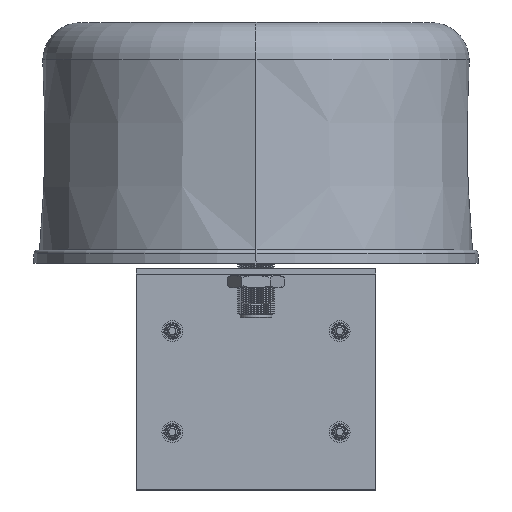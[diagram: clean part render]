
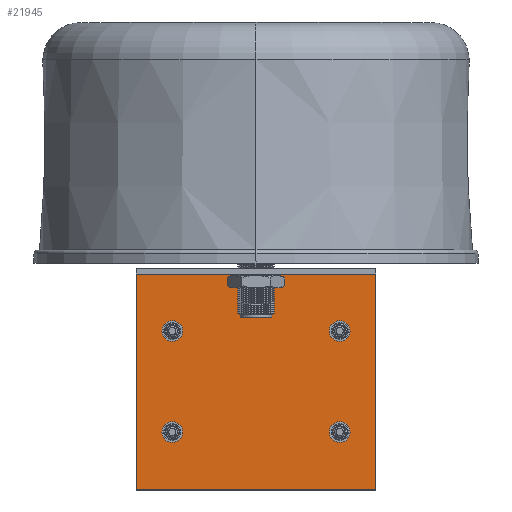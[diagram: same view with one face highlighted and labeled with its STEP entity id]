
A CAD part, top view. The second image highlights one B-rep face of the part: STEP entity #21945.
In plain terms, the highlighted planar face has unit normal (0, 0, 1).
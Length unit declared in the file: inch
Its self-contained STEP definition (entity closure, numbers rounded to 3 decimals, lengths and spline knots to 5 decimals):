
#1732 = ORIENTED_EDGE ( 'NONE', *, *, #21937, .F. ) ;
#1733 = ORIENTED_EDGE ( 'NONE', *, *, #22014, .F. ) ;
#1734 = ORIENTED_EDGE ( 'NONE', *, *, #21942, .F. ) ;
#1735 = ORIENTED_EDGE ( 'NONE', *, *, #22016, .F. ) ;
#1736 = ORIENTED_EDGE ( 'NONE', *, *, #21950, .F. ) ;
#1737 = ORIENTED_EDGE ( 'NONE', *, *, #22018, .F. ) ;
#1738 = ORIENTED_EDGE ( 'NONE', *, *, #21957, .F. ) ;
#1739 = ORIENTED_EDGE ( 'NONE', *, *, #22020, .F. ) ;
#1740 = ORIENTED_EDGE ( 'NONE', *, *, #22022, .T. ) ;
#1741 = ORIENTED_EDGE ( 'NONE', *, *, #22024, .F. ) ;
#1742 = ORIENTED_EDGE ( 'NONE', *, *, #22025, .F. ) ;
#1743 = ORIENTED_EDGE ( 'NONE', *, *, #22010, .T. ) ;
#3664 = VERTEX_POINT ( 'NONE', #7109 ) ;
#3710 = VERTEX_POINT ( 'NONE', #7543 ) ;
#3713 = VERTEX_POINT ( 'NONE', #7697 ) ;
#7041 = CARTESIAN_POINT ( 'NONE',  ( -1.24015, -0.92791, 0. ) ) ;
#7109 = CARTESIAN_POINT ( 'NONE',  ( 1.24016, -0.92791, 0. ) ) ;
#7378 = CARTESIAN_POINT ( 'NONE',  ( -1.51574, -0.92791, 0. ) ) ;
#7543 = CARTESIAN_POINT ( 'NONE',  ( 1.24016, -2.59021, 0. ) ) ;
#7697 = CARTESIAN_POINT ( 'NONE',  ( -1.51574, -2.59021, 0. ) ) ;
#7816 = CARTESIAN_POINT ( 'NONE',  ( -1.24015, -2.59021, 0. ) ) ;
#8356 = FACE_BOUND ( 'NONE', #20281, .T. ) ;
#8358 = CIRCLE ( 'NONE', #9557, 0.1378 ) ;
#8365 = CIRCLE ( 'NONE', #9561, 0.1378 ) ;
#8368 = FACE_BOUND ( 'NONE', #20873, .T. ) ;
#8370 = FACE_BOUND ( 'NONE', #20789, .T. ) ;
#8371 = FACE_BOUND ( 'NONE', #20812, .T. ) ;
#8372 = FACE_OUTER_BOUND ( 'NONE', #20746, .T. ) ;
#8380 = CIRCLE ( 'NONE', #9567, 0.1378 ) ;
#8384 = CIRCLE ( 'NONE', #9573, 0.1378 ) ;
#8534 = LINE ( 'NONE', #10664, #8542 ) ;
#8542 = VECTOR ( 'NONE', #10665, 39.37008 ) ;
#8551 = CIRCLE ( 'NONE', #9668, 0.1378 ) ;
#8554 = CIRCLE ( 'NONE', #9670, 0.1378 ) ;
#8557 = CIRCLE ( 'NONE', #9672, 0.1378 ) ;
#8559 = LINE ( 'NONE', #10698, #8562 ) ;
#8560 = CIRCLE ( 'NONE', #9674, 0.1378 ) ;
#8562 = VECTOR ( 'NONE', #10699, 39.37008 ) ;
#8567 = LINE ( 'NONE', #10710, #8572 ) ;
#8569 = LINE ( 'NONE', #10711, #8570 ) ;
#8570 = VECTOR ( 'NONE', #10712, 39.37008 ) ;
#8572 = VECTOR ( 'NONE', #10700, 39.37008 ) ;
#9426 = CARTESIAN_POINT ( 'NONE',  ( 1.37795, -2.59021, 0. ) ) ;
#9427 = DIRECTION ( 'NONE',  ( 0., 0., 1. ) ) ;
#9428 = DIRECTION ( 'NONE',  ( -1., 0., 0. ) ) ;
#9442 = CARTESIAN_POINT ( 'NONE',  ( -1.37795, -2.59021, 0. ) ) ;
#9443 = DIRECTION ( 'NONE',  ( 0., 0., 1. ) ) ;
#9444 = DIRECTION ( 'NONE',  ( -1., 0., 0. ) ) ;
#9447 = PLANE ( 'NONE',  #9565 ) ;
#9450 = CARTESIAN_POINT ( 'NONE',  ( 1.9685, 0., 0. ) ) ;
#9451 = DIRECTION ( 'NONE',  ( 0., 0., -1. ) ) ;
#9452 = DIRECTION ( 'NONE',  ( -1., 0., 0. ) ) ;
#9470 = CARTESIAN_POINT ( 'NONE',  ( -1.37795, -0.92791, 0. ) ) ;
#9471 = DIRECTION ( 'NONE',  ( 0., 0., 1. ) ) ;
#9472 = DIRECTION ( 'NONE',  ( -1., 0., 0. ) ) ;
#9491 = CARTESIAN_POINT ( 'NONE',  ( 1.37795, -0.92791, 0. ) ) ;
#9492 = DIRECTION ( 'NONE',  ( 0., 0., 1. ) ) ;
#9493 = DIRECTION ( 'NONE',  ( -1., 0., 0. ) ) ;
#9557 = AXIS2_PLACEMENT_3D ( 'NONE', #9426, #9427, #9428 ) ;
#9561 = AXIS2_PLACEMENT_3D ( 'NONE', #9442, #9443, #9444 ) ;
#9565 = AXIS2_PLACEMENT_3D ( 'NONE', #9450, #9451, #9452 ) ;
#9567 = AXIS2_PLACEMENT_3D ( 'NONE', #9470, #9471, #9472 ) ;
#9573 = AXIS2_PLACEMENT_3D ( 'NONE', #9491, #9492, #9493 ) ;
#9668 = AXIS2_PLACEMENT_3D ( 'NONE', #10674, #10675, #10676 ) ;
#9670 = AXIS2_PLACEMENT_3D ( 'NONE', #10680, #10681, #10682 ) ;
#9672 = AXIS2_PLACEMENT_3D ( 'NONE', #10686, #10687, #10688 ) ;
#9674 = AXIS2_PLACEMENT_3D ( 'NONE', #10693, #10694, #10695 ) ;
#10664 = CARTESIAN_POINT ( 'NONE',  ( 1.9685, 0., 0. ) ) ;
#10665 = DIRECTION ( 'NONE',  ( -1., 0., 0. ) ) ;
#10674 = CARTESIAN_POINT ( 'NONE',  ( 1.37795, -2.59021, 0. ) ) ;
#10675 = DIRECTION ( 'NONE',  ( 0., 0., 1. ) ) ;
#10676 = DIRECTION ( 'NONE',  ( -1., 0., 0. ) ) ;
#10680 = CARTESIAN_POINT ( 'NONE',  ( -1.37795, -2.59021, 0. ) ) ;
#10681 = DIRECTION ( 'NONE',  ( 0., 0., 1. ) ) ;
#10682 = DIRECTION ( 'NONE',  ( -1., 0., 0. ) ) ;
#10686 = CARTESIAN_POINT ( 'NONE',  ( -1.37795, -0.92791, 0. ) ) ;
#10687 = DIRECTION ( 'NONE',  ( 0., 0., 1. ) ) ;
#10688 = DIRECTION ( 'NONE',  ( -1., 0., 0. ) ) ;
#10693 = CARTESIAN_POINT ( 'NONE',  ( 1.37795, -0.92791, 0. ) ) ;
#10694 = DIRECTION ( 'NONE',  ( 0., 0., 1. ) ) ;
#10695 = DIRECTION ( 'NONE',  ( -1., 0., 0. ) ) ;
#10698 = CARTESIAN_POINT ( 'NONE',  ( -1.9685, 0., 0. ) ) ;
#10699 = DIRECTION ( 'NONE',  ( 0., -1., 0. ) ) ;
#10700 = DIRECTION ( 'NONE',  ( 0., -1., 0. ) ) ;
#10710 = CARTESIAN_POINT ( 'NONE',  ( 1.9685, 0., 0. ) ) ;
#10711 = CARTESIAN_POINT ( 'NONE',  ( 1.9685, -3.54331, 0. ) ) ;
#10712 = DIRECTION ( 'NONE',  ( -1., 0., 0. ) ) ;
#12248 = CARTESIAN_POINT ( 'NONE',  ( 1.9685, -3.54331, 0. ) ) ;
#19005 = VERTEX_POINT ( 'NONE', #7378 ) ;
#19016 = VERTEX_POINT ( 'NONE', #7041 ) ;
#19046 = VERTEX_POINT ( 'NONE', #7816 ) ;
#20057 = VERTEX_POINT ( 'NONE', #23103 ) ;
#20169 = VERTEX_POINT ( 'NONE', #23023 ) ;
#20185 = VERTEX_POINT ( 'NONE', #23279 ) ;
#20228 = VERTEX_POINT ( 'NONE', #23309 ) ;
#20229 = VERTEX_POINT ( 'NONE', #23166 ) ;
#20231 = VERTEX_POINT ( 'NONE', #12248 ) ;
#20281 = EDGE_LOOP ( 'NONE', ( #1734, #1735 ) ) ;
#20746 = EDGE_LOOP ( 'NONE', ( #1740, #1741, #1742, #1743 ) ) ;
#20789 = EDGE_LOOP ( 'NONE', ( #1738, #1739 ) ) ;
#20812 = EDGE_LOOP ( 'NONE', ( #1732, #1733 ) ) ;
#20873 = EDGE_LOOP ( 'NONE', ( #1736, #1737 ) ) ;
#21937 = EDGE_CURVE ( 'NONE', #3710, #20229, #8358, .T. ) ;
#21942 = EDGE_CURVE ( 'NONE', #3713, #19046, #8365, .T. ) ;
#21945 = ADVANCED_FACE ( 'NONE', ( #8371, #8356, #8368, #8370, #8372 ), #9447, .F. ) ;
#21950 = EDGE_CURVE ( 'NONE', #19005, #19016, #8380, .T. ) ;
#21957 = EDGE_CURVE ( 'NONE', #3664, #20057, #8384, .T. ) ;
#22010 = EDGE_CURVE ( 'NONE', #20228, #20185, #8534, .T. ) ;
#22014 = EDGE_CURVE ( 'NONE', #20229, #3710, #8551, .T. ) ;
#22016 = EDGE_CURVE ( 'NONE', #19046, #3713, #8554, .T. ) ;
#22018 = EDGE_CURVE ( 'NONE', #19016, #19005, #8557, .T. ) ;
#22020 = EDGE_CURVE ( 'NONE', #20057, #3664, #8560, .T. ) ;
#22022 = EDGE_CURVE ( 'NONE', #20185, #20169, #8559, .T. ) ;
#22024 = EDGE_CURVE ( 'NONE', #20231, #20169, #8569, .T. ) ;
#22025 = EDGE_CURVE ( 'NONE', #20228, #20231, #8567, .T. ) ;
#23023 = CARTESIAN_POINT ( 'NONE',  ( -1.9685, -3.54331, 0. ) ) ;
#23103 = CARTESIAN_POINT ( 'NONE',  ( 1.51575, -0.92791, 0. ) ) ;
#23166 = CARTESIAN_POINT ( 'NONE',  ( 1.51575, -2.59021, 0. ) ) ;
#23279 = CARTESIAN_POINT ( 'NONE',  ( -1.9685, 0., 0. ) ) ;
#23309 = CARTESIAN_POINT ( 'NONE',  ( 1.9685, 0., 0. ) ) ;
